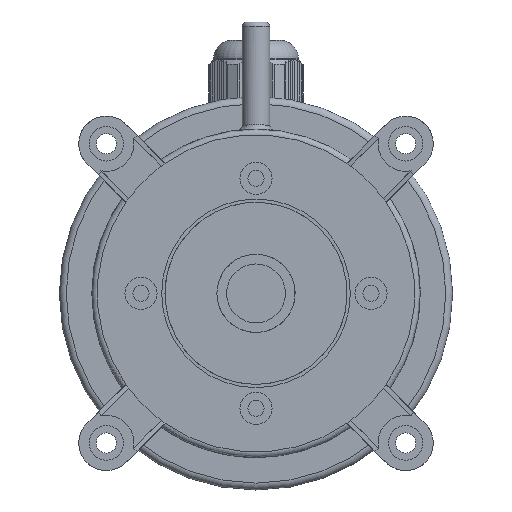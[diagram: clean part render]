
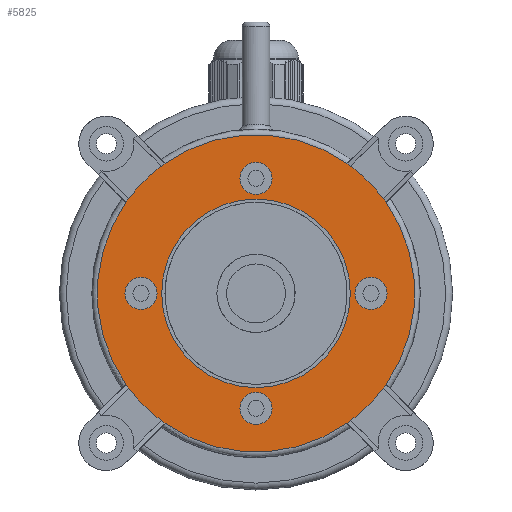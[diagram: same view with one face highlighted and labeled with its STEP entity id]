
A CAD part, front view. The second image highlights one B-rep face of the part: STEP entity #5825.
In plain terms, the highlighted planar face has unit normal (0, -1, 0).
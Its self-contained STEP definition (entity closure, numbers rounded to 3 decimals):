
#148=FACE_BOUND('',#1945,.T.);
#149=FACE_BOUND('',#1946,.T.);
#150=FACE_BOUND('',#1947,.T.);
#151=FACE_BOUND('',#1948,.T.);
#152=FACE_BOUND('',#1949,.T.);
#503=PLANE('',#6341);
#1554=FACE_OUTER_BOUND('',#1944,.T.);
#1944=EDGE_LOOP('',(#5141,#5142,#5143,#5144,#5145,#5146,#5147,#5148,#5149,
#5150,#5151,#5152,#5153,#5154,#5155,#5156));
#1945=EDGE_LOOP('',(#5157));
#1946=EDGE_LOOP('',(#5158));
#1947=EDGE_LOOP('',(#5159));
#1948=EDGE_LOOP('',(#5160));
#1949=EDGE_LOOP('',(#5161));
#2141=CIRCLE('',#6228,34.5);
#2144=CIRCLE('',#6234,34.5);
#2146=CIRCLE('',#6238,34.5);
#2149=CIRCLE('',#6244,34.5);
#2151=CIRCLE('',#6248,34.5);
#2154=CIRCLE('',#6254,34.5);
#2155=CIRCLE('',#6257,34.5);
#2160=CIRCLE('',#6265,34.5);
#2162=CIRCLE('',#6270,34.5);
#2166=CIRCLE('',#6278,34.5);
#2168=CIRCLE('',#6282,34.5);
#2171=CIRCLE('',#6288,34.5);
#2173=CIRCLE('',#6301,34.5);
#2174=CIRCLE('',#6303,34.5);
#2175=CIRCLE('',#6305,34.5);
#2176=CIRCLE('',#6307,34.5);
#2183=CIRCLE('',#6318,3.5);
#2187=CIRCLE('',#6325,3.5);
#2191=CIRCLE('',#6332,3.5);
#2195=CIRCLE('',#6339,3.5);
#2196=CIRCLE('',#6342,20.5);
#2716=VERTEX_POINT('',#10869);
#2722=VERTEX_POINT('',#10902);
#2728=VERTEX_POINT('',#10935);
#2731=VERTEX_POINT('',#10955);
#2763=VERTEX_POINT('',#11076);
#2766=VERTEX_POINT('',#11083);
#2772=VERTEX_POINT('',#11104);
#2775=VERTEX_POINT('',#11116);
#2778=VERTEX_POINT('',#11123);
#2784=VERTEX_POINT('',#11144);
#2787=VERTEX_POINT('',#11156);
#2790=VERTEX_POINT('',#11163);
#2796=VERTEX_POINT('',#11184);
#2799=VERTEX_POINT('',#11196);
#2808=VERTEX_POINT('',#11222);
#2809=VERTEX_POINT('',#11226);
#2818=VERTEX_POINT('',#11335);
#2822=VERTEX_POINT('',#11346);
#2826=VERTEX_POINT('',#11357);
#2830=VERTEX_POINT('',#11368);
#2831=VERTEX_POINT('',#11372);
#3515=EDGE_CURVE('',#2763,#2766,#2141,.T.);
#3524=EDGE_CURVE('',#2772,#2716,#2144,.T.);
#3532=EDGE_CURVE('',#2775,#2778,#2146,.T.);
#3541=EDGE_CURVE('',#2784,#2731,#2149,.T.);
#3549=EDGE_CURVE('',#2787,#2790,#2151,.T.);
#3558=EDGE_CURVE('',#2796,#2722,#2154,.T.);
#3563=EDGE_CURVE('',#2799,#2728,#2155,.T.);
#3577=EDGE_CURVE('',#2808,#2809,#2160,.T.);
#3582=EDGE_CURVE('',#2778,#2784,#2162,.T.);
#3586=EDGE_CURVE('',#2809,#2799,#2166,.T.);
#3588=EDGE_CURVE('',#2766,#2772,#2168,.T.);
#3591=EDGE_CURVE('',#2790,#2796,#2171,.T.);
#3598=EDGE_CURVE('',#2787,#2731,#2173,.T.);
#3599=EDGE_CURVE('',#2808,#2722,#2174,.T.);
#3600=EDGE_CURVE('',#2775,#2716,#2175,.T.);
#3601=EDGE_CURVE('',#2763,#2728,#2176,.T.);
#3608=EDGE_CURVE('',#2818,#2818,#2183,.T.);
#3612=EDGE_CURVE('',#2822,#2822,#2187,.T.);
#3616=EDGE_CURVE('',#2826,#2826,#2191,.T.);
#3620=EDGE_CURVE('',#2830,#2830,#2195,.T.);
#3621=EDGE_CURVE('',#2831,#2831,#2196,.T.);
#5141=ORIENTED_EDGE('',*,*,#3532,.T.);
#5142=ORIENTED_EDGE('',*,*,#3582,.T.);
#5143=ORIENTED_EDGE('',*,*,#3541,.T.);
#5144=ORIENTED_EDGE('',*,*,#3598,.F.);
#5145=ORIENTED_EDGE('',*,*,#3549,.T.);
#5146=ORIENTED_EDGE('',*,*,#3591,.T.);
#5147=ORIENTED_EDGE('',*,*,#3558,.T.);
#5148=ORIENTED_EDGE('',*,*,#3599,.F.);
#5149=ORIENTED_EDGE('',*,*,#3577,.T.);
#5150=ORIENTED_EDGE('',*,*,#3586,.T.);
#5151=ORIENTED_EDGE('',*,*,#3563,.T.);
#5152=ORIENTED_EDGE('',*,*,#3601,.F.);
#5153=ORIENTED_EDGE('',*,*,#3515,.T.);
#5154=ORIENTED_EDGE('',*,*,#3588,.T.);
#5155=ORIENTED_EDGE('',*,*,#3524,.T.);
#5156=ORIENTED_EDGE('',*,*,#3600,.F.);
#5157=ORIENTED_EDGE('',*,*,#3608,.T.);
#5158=ORIENTED_EDGE('',*,*,#3612,.T.);
#5159=ORIENTED_EDGE('',*,*,#3616,.T.);
#5160=ORIENTED_EDGE('',*,*,#3620,.T.);
#5161=ORIENTED_EDGE('',*,*,#3621,.T.);
#5825=ADVANCED_FACE('',(#1554,#148,#149,#150,#151,#152),#503,.F.);
#6228=AXIS2_PLACEMENT_3D('',#11087,#7415,#7416);
#6234=AXIS2_PLACEMENT_3D('',#11105,#7433,#7434);
#6238=AXIS2_PLACEMENT_3D('',#11127,#7444,#7445);
#6244=AXIS2_PLACEMENT_3D('',#11145,#7462,#7463);
#6248=AXIS2_PLACEMENT_3D('',#11167,#7473,#7474);
#6254=AXIS2_PLACEMENT_3D('',#11185,#7491,#7492);
#6257=AXIS2_PLACEMENT_3D('',#11197,#7500,#7501);
#6265=AXIS2_PLACEMENT_3D('',#11230,#7522,#7523);
#6270=AXIS2_PLACEMENT_3D('',#11240,#7535,#7536);
#6278=AXIS2_PLACEMENT_3D('',#11248,#7551,#7552);
#6282=AXIS2_PLACEMENT_3D('',#11252,#7559,#7560);
#6288=AXIS2_PLACEMENT_3D('',#11258,#7571,#7572);
#6301=AXIS2_PLACEMENT_3D('',#11312,#7598,#7599);
#6303=AXIS2_PLACEMENT_3D('',#11314,#7602,#7603);
#6305=AXIS2_PLACEMENT_3D('',#11316,#7606,#7607);
#6307=AXIS2_PLACEMENT_3D('',#11318,#7610,#7611);
#6318=AXIS2_PLACEMENT_3D('',#11336,#7632,#7633);
#6325=AXIS2_PLACEMENT_3D('',#11347,#7646,#7647);
#6332=AXIS2_PLACEMENT_3D('',#11358,#7660,#7661);
#6339=AXIS2_PLACEMENT_3D('',#11369,#7674,#7675);
#6341=AXIS2_PLACEMENT_3D('',#11371,#7678,#7679);
#6342=AXIS2_PLACEMENT_3D('',#11373,#7680,#7681);
#7415=DIRECTION('center_axis',(0.,-1.,0.));
#7416=DIRECTION('ref_axis',(1.,0.,0.));
#7433=DIRECTION('center_axis',(0.,-1.,0.));
#7434=DIRECTION('ref_axis',(1.,0.,0.));
#7444=DIRECTION('center_axis',(0.,-1.,0.));
#7445=DIRECTION('ref_axis',(1.,0.,0.));
#7462=DIRECTION('center_axis',(0.,-1.,0.));
#7463=DIRECTION('ref_axis',(1.,0.,0.));
#7473=DIRECTION('center_axis',(0.,-1.,0.));
#7474=DIRECTION('ref_axis',(1.,0.,0.));
#7491=DIRECTION('center_axis',(0.,-1.,0.));
#7492=DIRECTION('ref_axis',(1.,0.,0.));
#7500=DIRECTION('center_axis',(0.,-1.,0.));
#7501=DIRECTION('ref_axis',(1.,0.,0.));
#7522=DIRECTION('center_axis',(0.,-1.,0.));
#7523=DIRECTION('ref_axis',(1.,0.,0.));
#7535=DIRECTION('center_axis',(0.,-1.,0.));
#7536=DIRECTION('ref_axis',(1.,0.,0.));
#7551=DIRECTION('center_axis',(0.,-1.,0.));
#7552=DIRECTION('ref_axis',(1.,0.,0.));
#7559=DIRECTION('center_axis',(0.,-1.,0.));
#7560=DIRECTION('ref_axis',(1.,0.,0.));
#7571=DIRECTION('center_axis',(0.,-1.,0.));
#7572=DIRECTION('ref_axis',(1.,0.,0.));
#7598=DIRECTION('center_axis',(0.,1.,0.));
#7599=DIRECTION('ref_axis',(1.,0.,0.));
#7602=DIRECTION('center_axis',(0.,1.,0.));
#7603=DIRECTION('ref_axis',(1.,0.,0.));
#7606=DIRECTION('center_axis',(0.,1.,0.));
#7607=DIRECTION('ref_axis',(1.,0.,0.));
#7610=DIRECTION('center_axis',(0.,1.,0.));
#7611=DIRECTION('ref_axis',(1.,0.,0.));
#7632=DIRECTION('center_axis',(0.,1.,0.));
#7633=DIRECTION('ref_axis',(1.,0.,0.));
#7646=DIRECTION('center_axis',(0.,1.,0.));
#7647=DIRECTION('ref_axis',(1.,0.,0.));
#7660=DIRECTION('center_axis',(0.,1.,0.));
#7661=DIRECTION('ref_axis',(1.,0.,0.));
#7674=DIRECTION('center_axis',(0.,1.,0.));
#7675=DIRECTION('ref_axis',(1.,0.,0.));
#7678=DIRECTION('center_axis',(0.,1.,0.));
#7679=DIRECTION('ref_axis',(1.,0.,0.));
#7680=DIRECTION('center_axis',(0.,1.,0.));
#7681=DIRECTION('ref_axis',(1.,0.,0.));
#10869=CARTESIAN_POINT('',(-28.266,1.,19.781));
#10902=CARTESIAN_POINT('',(28.266,1.,-19.781));
#10935=CARTESIAN_POINT('',(19.781,1.,28.266));
#10955=CARTESIAN_POINT('',(-19.781,1.,-28.266));
#11076=CARTESIAN_POINT('',(-19.781,1.,28.266));
#11083=CARTESIAN_POINT('',(-20.602,1.,27.673));
#11087=CARTESIAN_POINT('Origin',(0.,1.,0.));
#11104=CARTESIAN_POINT('',(-27.673,1.,20.602));
#11105=CARTESIAN_POINT('Origin',(0.,1.,0.));
#11116=CARTESIAN_POINT('',(-28.266,1.,-19.781));
#11123=CARTESIAN_POINT('',(-27.673,1.,-20.602));
#11127=CARTESIAN_POINT('Origin',(0.,1.,0.));
#11144=CARTESIAN_POINT('',(-20.602,1.,-27.673));
#11145=CARTESIAN_POINT('Origin',(0.,1.,0.));
#11156=CARTESIAN_POINT('',(19.781,1.,-28.266));
#11163=CARTESIAN_POINT('',(20.602,1.,-27.673));
#11167=CARTESIAN_POINT('Origin',(0.,1.,0.));
#11184=CARTESIAN_POINT('',(27.673,1.,-20.602));
#11185=CARTESIAN_POINT('Origin',(0.,1.,0.));
#11196=CARTESIAN_POINT('',(20.602,1.,27.673));
#11197=CARTESIAN_POINT('Origin',(0.,1.,0.));
#11222=CARTESIAN_POINT('',(28.266,1.,19.781));
#11226=CARTESIAN_POINT('',(27.673,1.,20.602));
#11230=CARTESIAN_POINT('Origin',(0.,1.,0.));
#11240=CARTESIAN_POINT('Origin',(0.,1.,0.));
#11248=CARTESIAN_POINT('Origin',(0.,1.,0.));
#11252=CARTESIAN_POINT('Origin',(0.,1.,0.));
#11258=CARTESIAN_POINT('Origin',(0.,1.,0.));
#11312=CARTESIAN_POINT('Origin',(0.,1.,0.));
#11314=CARTESIAN_POINT('Origin',(0.,1.,0.));
#11316=CARTESIAN_POINT('Origin',(0.,1.,0.));
#11318=CARTESIAN_POINT('Origin',(0.,1.,0.));
#11335=CARTESIAN_POINT('',(21.5,1.,0.));
#11336=CARTESIAN_POINT('Origin',(25.,1.,0.));
#11346=CARTESIAN_POINT('',(-28.5,1.,0.));
#11347=CARTESIAN_POINT('Origin',(-25.,1.,0.));
#11357=CARTESIAN_POINT('',(-3.5,1.,-25.));
#11358=CARTESIAN_POINT('Origin',(0.,1.,-25.));
#11368=CARTESIAN_POINT('',(-3.5,1.,25.));
#11369=CARTESIAN_POINT('Origin',(0.,1.,25.));
#11371=CARTESIAN_POINT('Origin',(0.,1.,0.));
#11372=CARTESIAN_POINT('',(-20.5,1.,0.));
#11373=CARTESIAN_POINT('Origin',(0.,1.,0.));
